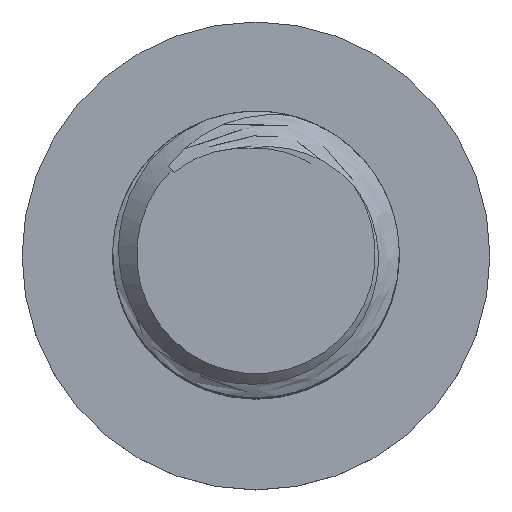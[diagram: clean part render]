
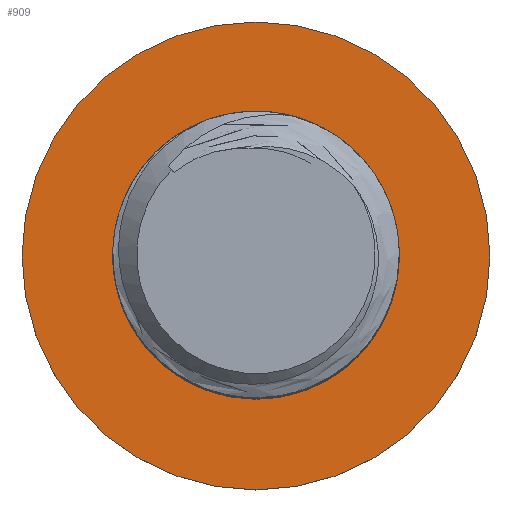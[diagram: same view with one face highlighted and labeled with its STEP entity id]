
A CAD part, top view. The second image highlights one B-rep face of the part: STEP entity #909.
In plain terms, the highlighted planar face has unit normal (0, 0, 1).
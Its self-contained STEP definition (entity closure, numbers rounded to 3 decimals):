
#16=FACE_BOUND('',#140,.T.);
#27=PLANE('',#1010);
#86=FACE_OUTER_BOUND('',#139,.T.);
#139=EDGE_LOOP('',(#730));
#140=EDGE_LOOP('',(#731));
#162=CIRCLE('',#968,3.);
#187=CIRCLE('',#998,4.9);
#386=VERTEX_POINT('',#2429);
#431=VERTEX_POINT('',#2711);
#490=EDGE_CURVE('',#386,#386,#162,.T.);
#539=EDGE_CURVE('',#431,#431,#187,.T.);
#730=ORIENTED_EDGE('',*,*,#539,.T.);
#731=ORIENTED_EDGE('',*,*,#490,.F.);
#909=ADVANCED_FACE('',(#86,#16),#27,.T.);
#968=AXIS2_PLACEMENT_3D('',#2430,#1084,#1085);
#998=AXIS2_PLACEMENT_3D('',#2713,#1149,#1150);
#1010=AXIS2_PLACEMENT_3D('',#2817,#1188,#1189);
#1084=DIRECTION('center_axis',(0.,0.,1.));
#1085=DIRECTION('ref_axis',(1.,0.,0.));
#1149=DIRECTION('center_axis',(0.,0.,1.));
#1150=DIRECTION('ref_axis',(1.,0.,0.));
#1188=DIRECTION('center_axis',(0.,0.,1.));
#1189=DIRECTION('ref_axis',(1.,0.,0.));
#2429=CARTESIAN_POINT('',(3.,0.,3.3));
#2430=CARTESIAN_POINT('Origin',(0.,0.,3.3));
#2711=CARTESIAN_POINT('',(4.9,0.,3.3));
#2713=CARTESIAN_POINT('Origin',(0.,0.,3.3));
#2817=CARTESIAN_POINT('Origin',(0.,0.,3.3));
